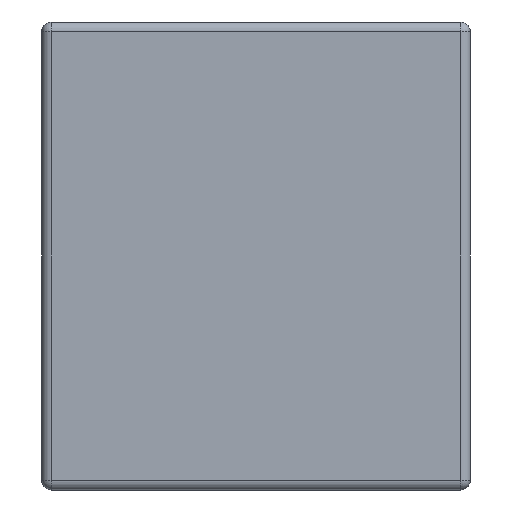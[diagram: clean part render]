
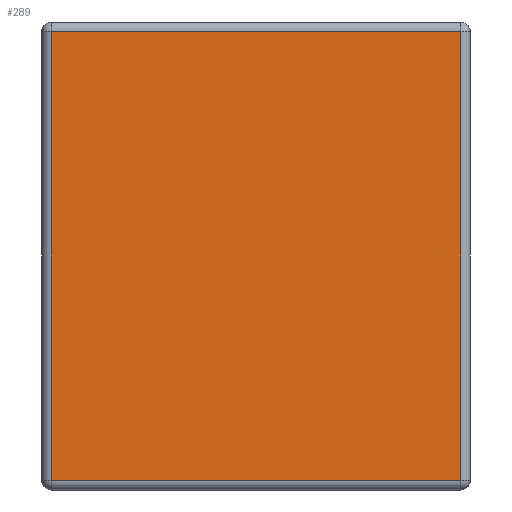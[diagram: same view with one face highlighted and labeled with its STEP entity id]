
A CAD part, left-side view. The second image highlights one B-rep face of the part: STEP entity #289.
In plain terms, the highlighted planar face has unit normal (-1, 0, 0).
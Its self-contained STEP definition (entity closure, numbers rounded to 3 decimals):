
#289=ADVANCED_FACE('NONE',(#632),#633,.T.);
#632=FACE_OUTER_BOUND('',#1034,.T.);
#633=PLANE('',#1035);
#1034=EDGE_LOOP('',(#1782,#1783,#1784,#1785));
#1035=AXIS2_PLACEMENT_3D('',#1786,#1787,#1788);
#1782=ORIENTED_EDGE('',*,*,#2580,.T.);
#1783=ORIENTED_EDGE('',*,*,#2581,.T.);
#1784=ORIENTED_EDGE('',*,*,#2582,.T.);
#1785=ORIENTED_EDGE('',*,*,#2583,.T.);
#1786=CARTESIAN_POINT('',(0.0,0.0,0.0));
#1787=DIRECTION('',(-1.0,0.0,0.0));
#1788=DIRECTION('',(0.0,0.0,1.0));
#2580=EDGE_CURVE('NONE',#3138,#3139,#3140,.T.);
#2581=EDGE_CURVE('NONE',#3139,#3141,#3142,.T.);
#2582=EDGE_CURVE('NONE',#3141,#3143,#3144,.T.);
#2583=EDGE_CURVE('NONE',#3143,#3138,#3145,.T.);
#3138=VERTEX_POINT('NONE',#4032);
#3139=VERTEX_POINT('NONE',#4033);
#3140=LINE('',#4034,#4035);
#3141=VERTEX_POINT('NONE',#4036);
#3142=LINE('',#4037,#4038);
#3143=VERTEX_POINT('NONE',#4039);
#3144=LINE('',#4040,#4041);
#3145=LINE('',#4042,#4043);
#4032=CARTESIAN_POINT('',(0.0,0.85,-0.93));
#4033=CARTESIAN_POINT('',(0.0,0.02,-0.93));
#4034=CARTESIAN_POINT('',(0.0,0.0,-0.93));
#4035=VECTOR('',#4582,1000.0);
#4036=CARTESIAN_POINT('',(0.0,0.02,-0.02));
#4037=CARTESIAN_POINT('',(0.0,0.02,0.0));
#4038=VECTOR('',#4583,1000.0);
#4039=CARTESIAN_POINT('',(0.0,0.85,-0.02));
#4040=CARTESIAN_POINT('',(0.0,0.87,-0.02));
#4041=VECTOR('',#4584,1000.0);
#4042=CARTESIAN_POINT('',(0.0,0.85,-0.95));
#4043=VECTOR('',#4585,1000.0);
#4582=DIRECTION('',(-0.0,-1.0,-0.0));
#4583=DIRECTION('',(-0.0,-0.0,1.0));
#4584=DIRECTION('',(-0.0,1.0,-0.0));
#4585=DIRECTION('',(-0.0,0.0,-1.0));
